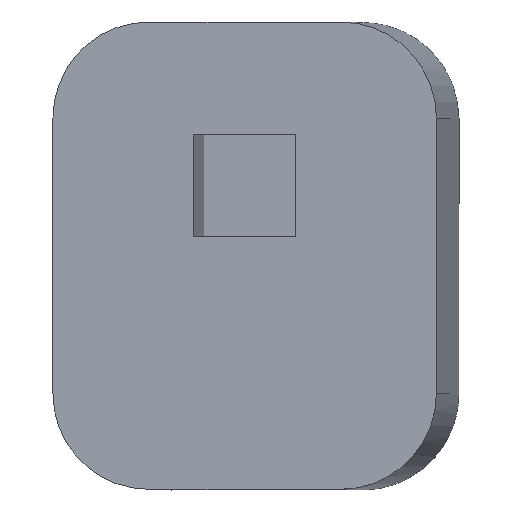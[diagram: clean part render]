
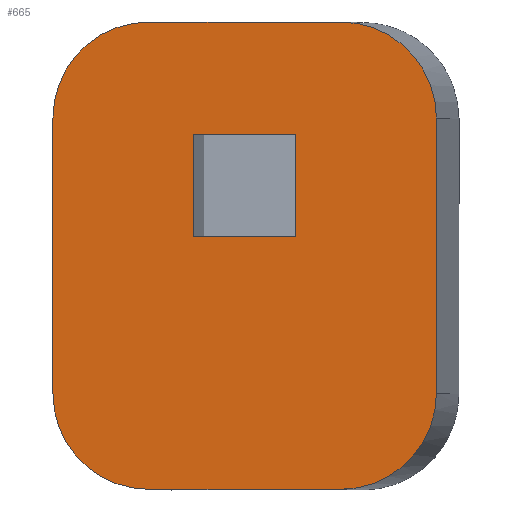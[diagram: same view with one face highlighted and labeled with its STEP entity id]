
A CAD part, top view. The second image highlights one B-rep face of the part: STEP entity #665.
In plain terms, the highlighted planar face has unit normal (-0.057, 0, 0.998).
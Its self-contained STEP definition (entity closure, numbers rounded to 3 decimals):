
#8 = LINE ( 'NONE', #1508, #2093 ) ;
#31 = EDGE_CURVE ( 'NONE', #1378, #291, #130, .T. ) ;
#101 = VERTEX_POINT ( 'NONE', #2173 ) ;
#106 = ORIENTED_EDGE ( 'NONE', *, *, #869, .T. ) ;
#110 = ORIENTED_EDGE ( 'NONE', *, *, #1126, .T. ) ;
#130 = CIRCLE ( 'NONE', #436, 3. ) ;
#137 = EDGE_CURVE ( 'NONE', #766, #1027, #1960, .T. ) ;
#150 = CARTESIAN_POINT ( 'NONE',  ( 443.114, 71.85, 29.862 ) ) ;
#175 = DIRECTION ( 'NONE',  ( -0.057, 0., 0.998 ) ) ;
#185 = DIRECTION ( 'NONE',  ( 0.998, 0., 0.057 ) ) ;
#275 = CARTESIAN_POINT ( 'NONE',  ( 434.128, 68.85, 29.353 ) ) ;
#291 = VERTEX_POINT ( 'NONE', #1836 ) ;
#303 = DIRECTION ( 'NONE',  ( -0.998, 0., -0.057 ) ) ;
#310 = DIRECTION ( 'NONE',  ( 0.998, 0., 0.057 ) ) ;
#311 = LINE ( 'NONE', #798, #2020 ) ;
#316 = DIRECTION ( 'NONE',  ( 0., 1., 0. ) ) ;
#321 = VECTOR ( 'NONE', #310, 1000. ) ;
#325 = AXIS2_PLACEMENT_3D ( 'NONE', #1797, #1481, #1986 ) ;
#412 = EDGE_CURVE ( 'NONE', #531, #1887, #8, .T. ) ;
#436 = AXIS2_PLACEMENT_3D ( 'NONE', #1035, #175, #1179 ) ;
#449 = CARTESIAN_POINT ( 'NONE',  ( 441.708, 68.35, 29.782 ) ) ;
#531 = VERTEX_POINT ( 'NONE', #1624 ) ;
#579 = EDGE_CURVE ( 'NONE', #683, #1212, #311, .T. ) ;
#589 = VECTOR ( 'NONE', #954, 1000. ) ;
#629 = DIRECTION ( 'NONE',  ( -0.057, 0., 0.998 ) ) ;
#662 = DIRECTION ( 'NONE',  ( 0.998, 0., 0.057 ) ) ;
#665 = ADVANCED_FACE ( 'NONE', ( #823, #1318 ), #1837, .T. ) ;
#683 = VERTEX_POINT ( 'NONE', #449 ) ;
#732 = VERTEX_POINT ( 'NONE', #1821 ) ;
#735 = EDGE_CURVE ( 'NONE', #1212, #531, #1659, .T. ) ;
#765 = DIRECTION ( 'NONE',  ( 0.998, 0., 0.057 ) ) ;
#766 = VERTEX_POINT ( 'NONE', #1845 ) ;
#776 = VERTEX_POINT ( 'NONE', #1372 ) ;
#798 = CARTESIAN_POINT ( 'NONE',  ( 441.708, 68.35, 29.782 ) ) ;
#806 = CARTESIAN_POINT ( 'NONE',  ( 437.124, 57.25, 29.523 ) ) ;
#822 = VECTOR ( 'NONE', #316, 1000. ) ;
#823 = FACE_OUTER_BOUND ( 'NONE', #1257, .T. ) ;
#862 = ORIENTED_EDGE ( 'NONE', *, *, #137, .T. ) ;
#869 = EDGE_CURVE ( 'NONE', #1027, #1469, #1738, .T. ) ;
#896 = AXIS2_PLACEMENT_3D ( 'NONE', #1527, #1687, #185 ) ;
#930 = CARTESIAN_POINT ( 'NONE',  ( 437.124, 60.25, 29.523 ) ) ;
#944 = CARTESIAN_POINT ( 'NONE',  ( 441.708, 65.15, 29.782 ) ) ;
#954 = DIRECTION ( 'NONE',  ( 0., -1., 0. ) ) ;
#1002 = DIRECTION ( 'NONE',  ( 0., -1., 0. ) ) ;
#1007 = EDGE_CURVE ( 'NONE', #732, #766, #1180, .T. ) ;
#1027 = VERTEX_POINT ( 'NONE', #1162 ) ;
#1035 = CARTESIAN_POINT ( 'NONE',  ( 443.114, 60.25, 29.862 ) ) ;
#1076 = AXIS2_PLACEMENT_3D ( 'NONE', #1806, #629, #662 ) ;
#1126 = EDGE_CURVE ( 'NONE', #776, #1378, #1794, .T. ) ;
#1140 = ORIENTED_EDGE ( 'NONE', *, *, #1741, .T. ) ;
#1162 = CARTESIAN_POINT ( 'NONE',  ( 437.124, 71.85, 29.523 ) ) ;
#1179 = DIRECTION ( 'NONE',  ( 0.998, 0., 0.057 ) ) ;
#1180 = CIRCLE ( 'NONE', #1076, 3. ) ;
#1199 = CARTESIAN_POINT ( 'NONE',  ( 441.708, 65.15, 29.782 ) ) ;
#1212 = VERTEX_POINT ( 'NONE', #1429 ) ;
#1226 = EDGE_CURVE ( 'NONE', #1887, #683, #1705, .T. ) ;
#1257 = EDGE_LOOP ( 'NONE', ( #2099, #1267, #110, #2134, #1140, #2106, #862, #106 ) ) ;
#1261 = AXIS2_PLACEMENT_3D ( 'NONE', #930, #1933, #765 ) ;
#1267 = ORIENTED_EDGE ( 'NONE', *, *, #1855, .T. ) ;
#1296 = CARTESIAN_POINT ( 'NONE',  ( 438.513, 68.35, 29.601 ) ) ;
#1318 = FACE_BOUND ( 'NONE', #1896, .T. ) ;
#1372 = CARTESIAN_POINT ( 'NONE',  ( 437.124, 57.25, 29.523 ) ) ;
#1377 = LINE ( 'NONE', #1833, #822 ) ;
#1378 = VERTEX_POINT ( 'NONE', #1990 ) ;
#1404 = CIRCLE ( 'NONE', #1261, 3. ) ;
#1415 = ORIENTED_EDGE ( 'NONE', *, *, #579, .F. ) ;
#1429 = CARTESIAN_POINT ( 'NONE',  ( 438.513, 68.35, 29.601 ) ) ;
#1438 = VECTOR ( 'NONE', #1747, 1000. ) ;
#1462 = LINE ( 'NONE', #275, #589 ) ;
#1469 = VERTEX_POINT ( 'NONE', #1701 ) ;
#1481 = DIRECTION ( 'NONE',  ( -0.057, 0., 0.998 ) ) ;
#1508 = CARTESIAN_POINT ( 'NONE',  ( 438.513, 65.15, 29.601 ) ) ;
#1527 = CARTESIAN_POINT ( 'NONE',  ( 437.124, 68.85, 29.523 ) ) ;
#1536 = VECTOR ( 'NONE', #2153, 1000. ) ;
#1624 = CARTESIAN_POINT ( 'NONE',  ( 438.513, 65.15, 29.601 ) ) ;
#1638 = ORIENTED_EDGE ( 'NONE', *, *, #1226, .F. ) ;
#1659 = LINE ( 'NONE', #1296, #1953 ) ;
#1669 = DIRECTION ( 'NONE',  ( 0.998, 0., 0.057 ) ) ;
#1687 = DIRECTION ( 'NONE',  ( -0.057, 0., 0.998 ) ) ;
#1701 = CARTESIAN_POINT ( 'NONE',  ( 434.128, 68.85, 29.353 ) ) ;
#1705 = LINE ( 'NONE', #1199, #1438 ) ;
#1712 = ORIENTED_EDGE ( 'NONE', *, *, #412, .F. ) ;
#1738 = CIRCLE ( 'NONE', #896, 3. ) ;
#1741 = EDGE_CURVE ( 'NONE', #291, #732, #1377, .T. ) ;
#1747 = DIRECTION ( 'NONE',  ( 0., 1., 0. ) ) ;
#1794 = LINE ( 'NONE', #806, #321 ) ;
#1797 = CARTESIAN_POINT ( 'NONE',  ( -52.811, -61.65, 1.788 ) ) ;
#1806 = CARTESIAN_POINT ( 'NONE',  ( 443.114, 68.85, 29.862 ) ) ;
#1821 = CARTESIAN_POINT ( 'NONE',  ( 446.109, 68.85, 30.031 ) ) ;
#1833 = CARTESIAN_POINT ( 'NONE',  ( 446.109, 60.25, 30.031 ) ) ;
#1836 = CARTESIAN_POINT ( 'NONE',  ( 446.109, 60.25, 30.031 ) ) ;
#1837 = PLANE ( 'NONE',  #325 ) ;
#1845 = CARTESIAN_POINT ( 'NONE',  ( 443.114, 71.85, 29.862 ) ) ;
#1855 = EDGE_CURVE ( 'NONE', #101, #776, #1404, .T. ) ;
#1887 = VERTEX_POINT ( 'NONE', #944 ) ;
#1896 = EDGE_LOOP ( 'NONE', ( #1415, #1638, #1712, #2041 ) ) ;
#1933 = DIRECTION ( 'NONE',  ( -0.057, 0., 0.998 ) ) ;
#1953 = VECTOR ( 'NONE', #1002, 1000. ) ;
#1960 = LINE ( 'NONE', #150, #1536 ) ;
#1986 = DIRECTION ( 'NONE',  ( 0., 1., 0. ) ) ;
#1990 = CARTESIAN_POINT ( 'NONE',  ( 443.114, 57.25, 29.862 ) ) ;
#2020 = VECTOR ( 'NONE', #303, 1000. ) ;
#2041 = ORIENTED_EDGE ( 'NONE', *, *, #735, .F. ) ;
#2061 = EDGE_CURVE ( 'NONE', #1469, #101, #1462, .T. ) ;
#2093 = VECTOR ( 'NONE', #1669, 1000. ) ;
#2099 = ORIENTED_EDGE ( 'NONE', *, *, #2061, .T. ) ;
#2106 = ORIENTED_EDGE ( 'NONE', *, *, #1007, .T. ) ;
#2134 = ORIENTED_EDGE ( 'NONE', *, *, #31, .T. ) ;
#2153 = DIRECTION ( 'NONE',  ( -0.998, 0., -0.057 ) ) ;
#2173 = CARTESIAN_POINT ( 'NONE',  ( 434.128, 60.25, 29.353 ) ) ;
